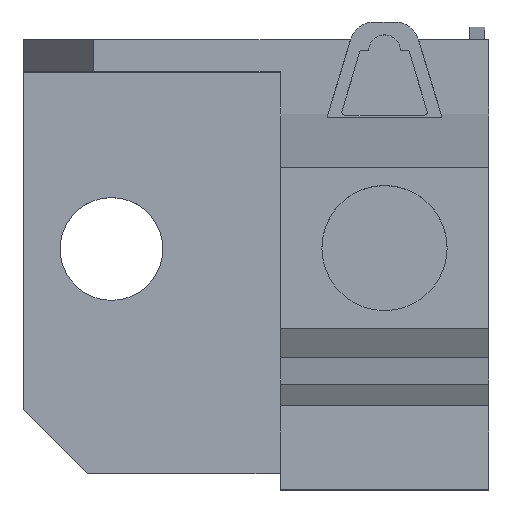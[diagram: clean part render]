
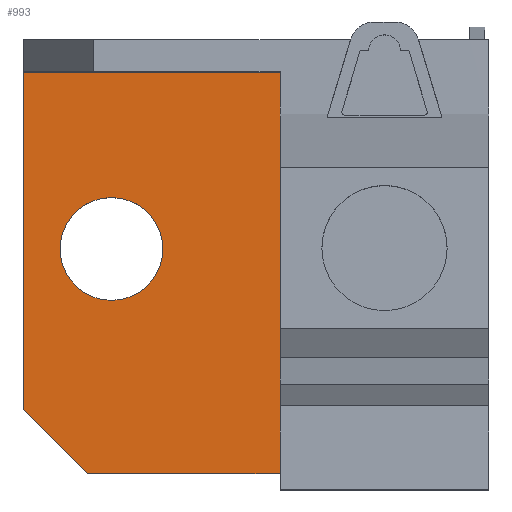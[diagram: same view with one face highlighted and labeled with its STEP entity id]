
A CAD part, top view. The second image highlights one B-rep face of the part: STEP entity #993.
In plain terms, the highlighted planar face has unit normal (0, 0, 1).
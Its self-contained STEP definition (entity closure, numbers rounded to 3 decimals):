
#467=AXIS2_PLACEMENT_3D('Circle Axis2P3D',#465,#466,$) ;
#484=AXIS2_PLACEMENT_3D('Circle Axis2P3D',#482,#483,$) ;
#961=AXIS2_PLACEMENT_3D('Plane Axis2P3D',#958,#959,#960) ;
#252=CARTESIAN_POINT('Vertex',(16.,26.,7.5)) ;
#257=CARTESIAN_POINT('Line Origine',(16.,13.5,7.5)) ;
#261=CARTESIAN_POINT('Vertex',(16.,1.,7.5)) ;
#446=CARTESIAN_POINT('Vertex',(8.7,15.,7.5)) ;
#462=CARTESIAN_POINT('Vertex',(2.3,15.,7.5)) ;
#465=CARTESIAN_POINT('Axis2P3D Location',(5.5,15.,7.5)) ;
#482=CARTESIAN_POINT('Axis2P3D Location',(5.5,15.,7.5)) ;
#888=CARTESIAN_POINT('Vertex',(4.,1.,7.5)) ;
#896=CARTESIAN_POINT('Line Origine',(10.,1.,7.5)) ;
#958=CARTESIAN_POINT('Axis2P3D Location',(0.,1.,7.5)) ;
#963=CARTESIAN_POINT('Line Origine',(2.,3.,7.5)) ;
#967=CARTESIAN_POINT('Vertex',(0.,5.,7.5)) ;
#970=CARTESIAN_POINT('Line Origine',(8.,26.,7.5)) ;
#974=CARTESIAN_POINT('Vertex',(0.,26.,7.5)) ;
#977=CARTESIAN_POINT('Line Origine',(0.,15.5,7.5)) ;
#258=DIRECTION('Vector Direction',(0.,1.,0.)) ;
#466=DIRECTION('Axis2P3D Direction',(0.,0.,1.)) ;
#483=DIRECTION('Axis2P3D Direction',(0.,0.,1.)) ;
#897=DIRECTION('Vector Direction',(1.,0.,0.)) ;
#959=DIRECTION('Axis2P3D Direction',(0.,0.,-1.)) ;
#960=DIRECTION('Axis2P3D XDirection',(0.,1.,0.)) ;
#964=DIRECTION('Vector Direction',(-0.707,0.707,0.)) ;
#971=DIRECTION('Vector Direction',(1.,0.,0.)) ;
#978=DIRECTION('Vector Direction',(0.,1.,0.)) ;
#259=VECTOR('Line Direction',#258,1.) ;
#898=VECTOR('Line Direction',#897,1.) ;
#965=VECTOR('Line Direction',#964,1.) ;
#972=VECTOR('Line Direction',#971,1.) ;
#979=VECTOR('Line Direction',#978,1.) ;
#983=ORIENTED_EDGE('',*,*,#969,.F.) ;
#984=ORIENTED_EDGE('',*,*,#900,.T.) ;
#985=ORIENTED_EDGE('',*,*,#263,.T.) ;
#986=ORIENTED_EDGE('',*,*,#976,.F.) ;
#987=ORIENTED_EDGE('',*,*,#981,.F.) ;
#990=ORIENTED_EDGE('',*,*,#469,.T.) ;
#991=ORIENTED_EDGE('',*,*,#486,.T.) ;
#992=FACE_BOUND('',#989,.T.) ;
#993=ADVANCED_FACE('HOUSING',(#988,#992),#962,.F.) ;
#468=CIRCLE('generated circle',#467,3.2) ;
#485=CIRCLE('generated circle',#484,3.2) ;
#263=EDGE_CURVE('',#262,#253,#260,.T.) ;
#469=EDGE_CURVE('',#447,#463,#468,.F.) ;
#486=EDGE_CURVE('',#463,#447,#485,.F.) ;
#900=EDGE_CURVE('',#889,#262,#899,.T.) ;
#969=EDGE_CURVE('',#889,#968,#966,.T.) ;
#976=EDGE_CURVE('',#975,#253,#973,.T.) ;
#981=EDGE_CURVE('',#968,#975,#980,.T.) ;
#982=EDGE_LOOP('',(#983,#984,#985,#986,#987)) ;
#989=EDGE_LOOP('',(#990,#991)) ;
#988=FACE_OUTER_BOUND('',#982,.T.) ;
#260=LINE('Line',#257,#259) ;
#899=LINE('Line',#896,#898) ;
#966=LINE('Line',#963,#965) ;
#973=LINE('Line',#970,#972) ;
#980=LINE('Line',#977,#979) ;
#962=PLANE('',#961) ;
#253=VERTEX_POINT('',#252) ;
#262=VERTEX_POINT('',#261) ;
#447=VERTEX_POINT('',#446) ;
#463=VERTEX_POINT('',#462) ;
#889=VERTEX_POINT('',#888) ;
#968=VERTEX_POINT('',#967) ;
#975=VERTEX_POINT('',#974) ;
